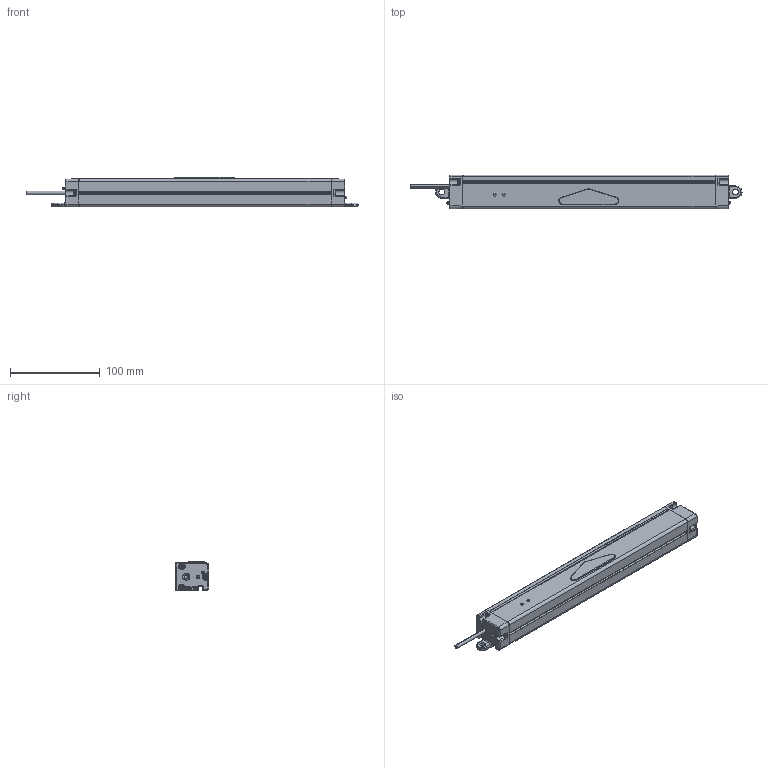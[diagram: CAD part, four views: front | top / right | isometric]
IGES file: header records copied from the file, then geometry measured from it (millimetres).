
Start section:  PTC IGES file: 163643.igs
Global section: file name: 163643.igs; native system: Pro/ENGINEER by Parametric Technology Corporation; preprocessor: 2009141; author: banengservice; organization: Unknown; date: 20120224.095323; units: inch
Bounding box: 370 x 37.3 x 32.88 mm (x, y, z)
Volume: 144639.9 mm3; surface area: 121763.1 mm2
Topology: 2 solids, 2 shells, 1760 faces, 4497 edges, 2799 vertices
Faces by surface type: bspline 991, revolution 761, extrusion 8
